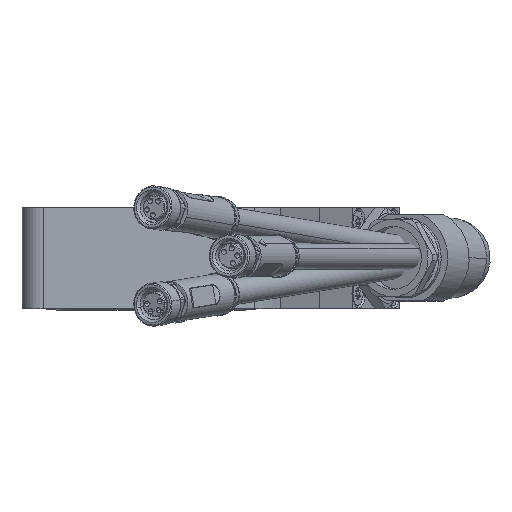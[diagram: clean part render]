
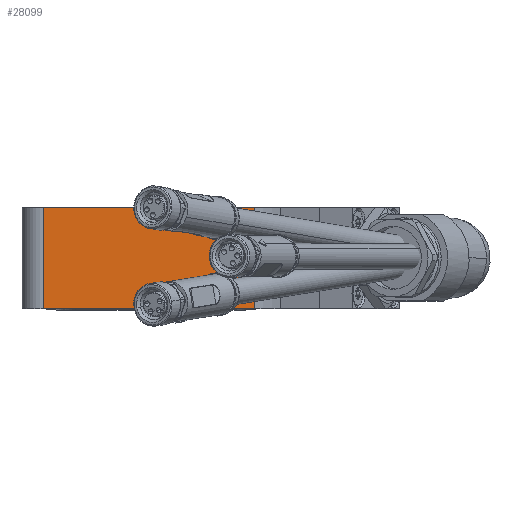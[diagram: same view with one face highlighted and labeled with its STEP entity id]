
A CAD part, top view. The second image highlights one B-rep face of the part: STEP entity #28099.
In plain terms, the highlighted planar face has unit normal (0, 0, 1).
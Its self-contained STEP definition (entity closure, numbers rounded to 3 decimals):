
#522 = VERTEX_POINT ( 'NONE', #14386 ) ;
#648 = ORIENTED_EDGE ( 'NONE', *, *, #26280, .F. ) ;
#768 = LINE ( 'NONE', #12697, #3449 ) ;
#3414 = DIRECTION ( 'NONE',  ( 0., -1., 0. ) ) ;
#3449 = VECTOR ( 'NONE', #11287, 1000. ) ;
#5117 = VERTEX_POINT ( 'NONE', #10610 ) ;
#6036 = EDGE_CURVE ( 'NONE', #5117, #15986, #9545, .T. ) ;
#8293 = CARTESIAN_POINT ( 'NONE',  ( -24., 11.5, 33. ) ) ;
#8969 = DIRECTION ( 'NONE',  ( 0., 0., -1. ) ) ;
#9545 = LINE ( 'NONE', #28516, #21845 ) ;
#10220 = ORIENTED_EDGE ( 'NONE', *, *, #6036, .T. ) ;
#10276 = DIRECTION ( 'NONE',  ( 1., 0., 0. ) ) ;
#10610 = CARTESIAN_POINT ( 'NONE',  ( -24., -12., 33. ) ) ;
#11137 = EDGE_CURVE ( 'NONE', #522, #15986, #768, .T. ) ;
#11178 = VECTOR ( 'NONE', #10276, 1000. ) ;
#11287 = DIRECTION ( 'NONE',  ( 0., -1., 0. ) ) ;
#12330 = CARTESIAN_POINT ( 'NONE',  ( -29., 11.5, 33. ) ) ;
#12697 = CARTESIAN_POINT ( 'NONE',  ( 25., 11.5, 33. ) ) ;
#14386 = CARTESIAN_POINT ( 'NONE',  ( 25., 11.5, 33. ) ) ;
#15986 = VERTEX_POINT ( 'NONE', #18512 ) ;
#18512 = CARTESIAN_POINT ( 'NONE',  ( 25., -12., 33. ) ) ;
#18733 = VECTOR ( 'NONE', #3414, 1000. ) ;
#18745 = EDGE_LOOP ( 'NONE', ( #648, #20068, #10220, #22099 ) ) ;
#20068 = ORIENTED_EDGE ( 'NONE', *, *, #23631, .T. ) ;
#20345 = VERTEX_POINT ( 'NONE', #21653 ) ;
#20935 = DIRECTION ( 'NONE',  ( 1., 0., 0. ) ) ;
#21653 = CARTESIAN_POINT ( 'NONE',  ( -24., 11.5, 33. ) ) ;
#21845 = VECTOR ( 'NONE', #20935, 1000. ) ;
#22099 = ORIENTED_EDGE ( 'NONE', *, *, #11137, .F. ) ;
#22872 = FACE_OUTER_BOUND ( 'NONE', #18745, .T. ) ;
#23631 = EDGE_CURVE ( 'NONE', #20345, #5117, #25022, .T. ) ;
#24791 = LINE ( 'NONE', #12330, #11178 ) ;
#25022 = LINE ( 'NONE', #8293, #18733 ) ;
#25869 = CARTESIAN_POINT ( 'NONE',  ( -29., 11.5, 33. ) ) ;
#26280 = EDGE_CURVE ( 'NONE', #20345, #522, #24791, .T. ) ;
#26865 = AXIS2_PLACEMENT_3D ( 'NONE', #25869, #8969, #28076 ) ;
#28076 = DIRECTION ( 'NONE',  ( -1., 0., 0. ) ) ;
#28099 = ADVANCED_FACE ( 'NONE', ( #22872 ), #28392, .F. ) ;
#28392 = PLANE ( 'NONE',  #26865 ) ;
#28516 = CARTESIAN_POINT ( 'NONE',  ( -29., -12., 33. ) ) ;
